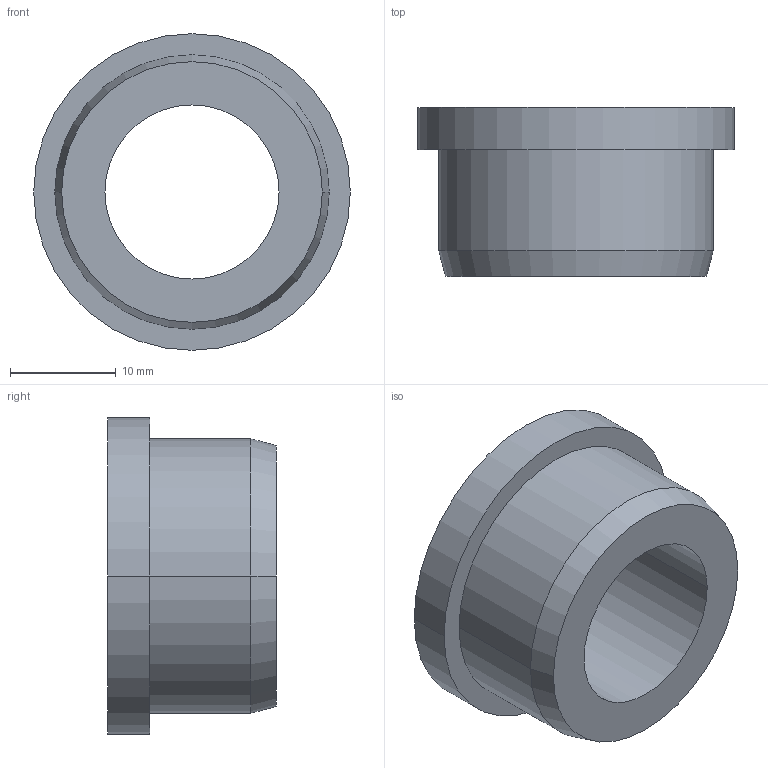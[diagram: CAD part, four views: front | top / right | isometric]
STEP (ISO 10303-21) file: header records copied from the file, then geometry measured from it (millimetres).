
FILE_DESCRIPTION(('STEP AP214'),'1');
FILE_NAME('HALDERN_EH_23112_0166.stp','2017-08-10T07:29:20',('TraceParts'),('TraceParts S.A.'),'Spatial InterOp 3D',' ',' ');
FILE_SCHEMA(('automotive_design'));
Length unit declared in the file: millimetre
Products named in the file (1): HALDERN_EH_23112_0166
Bounding box: 30 x 16 x 30 mm (x, y, z)
Volume: 5667.2 mm3; surface area: 3080 mm2
Topology: 1 solids, 1 shells, 13 faces, 29 edges, 19 vertices
Faces by surface type: cylinder 6, plane 3, torus 2, cone 2
Entity records: 500 total; most frequent: DIRECTION 78, CARTESIAN_POINT 62, ORIENTED_EDGE 58, AXIS2_PLACEMENT_3D 35, EDGE_CURVE 29, CIRCLE 21, VERTEX_POINT 19, EDGE_LOOP 16
